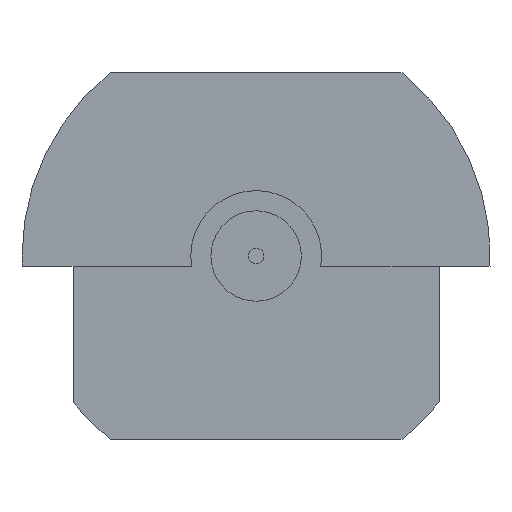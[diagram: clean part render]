
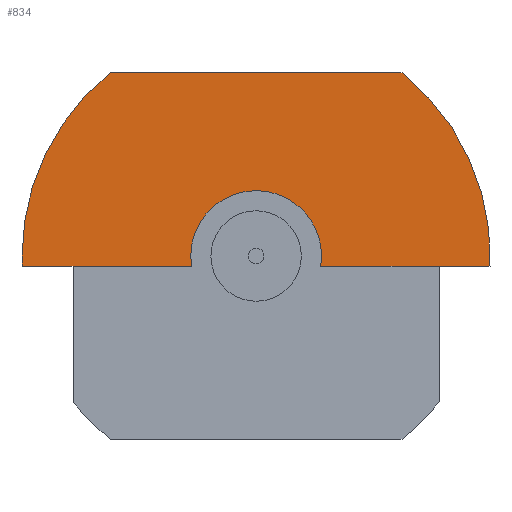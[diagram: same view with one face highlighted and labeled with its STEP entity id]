
A CAD part, front view. The second image highlights one B-rep face of the part: STEP entity #834.
In plain terms, the highlighted planar face has unit normal (0, -1, 0).
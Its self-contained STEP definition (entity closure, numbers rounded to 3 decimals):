
#725=CARTESIAN_POINT('Vertex',(1.234,-14.,-0.2)) ;
#730=CARTESIAN_POINT('Axis2P3D Location',(0.,-14.,0.)) ;
#734=CARTESIAN_POINT('Vertex',(0.599,-14.,1.097)) ;
#756=CARTESIAN_POINT('Axis2P3D Location',(0.,-14.,0.)) ;
#761=CARTESIAN_POINT('Line Origine',(-2.367,-14.,-0.2)) ;
#765=CARTESIAN_POINT('Vertex',(-1.234,-14.,-0.2)) ;
#767=CARTESIAN_POINT('Vertex',(-3.5,-14.,-0.2)) ;
#770=CARTESIAN_POINT('Axis2P3D Location',(0.,-14.,0.)) ;
#775=CARTESIAN_POINT('Line Origine',(2.367,-14.,-0.2)) ;
#779=CARTESIAN_POINT('Vertex',(3.5,-14.,-0.2)) ;
#782=CARTESIAN_POINT('Line Origine',(3.985,-14.,-0.2)) ;
#786=CARTESIAN_POINT('Vertex',(4.471,-14.,-0.2)) ;
#789=CARTESIAN_POINT('Axis2P3D Location',(0.,-14.,0.)) ;
#793=CARTESIAN_POINT('Vertex',(2.788,-14.,3.5)) ;
#796=CARTESIAN_POINT('Line Origine',(0.,-14.,3.5)) ;
#800=CARTESIAN_POINT('Vertex',(-2.788,-14.,3.5)) ;
#803=CARTESIAN_POINT('Axis2P3D Location',(0.,-14.,0.)) ;
#807=CARTESIAN_POINT('Vertex',(-4.475,-14.,0.)) ;
#810=CARTESIAN_POINT('Axis2P3D Location',(0.,-14.,0.)) ;
#814=CARTESIAN_POINT('Vertex',(-4.471,-14.,-0.2)) ;
#817=CARTESIAN_POINT('Line Origine',(-3.985,-14.,-0.2)) ;
#731=DIRECTION('Axis2P3D Direction',(0.,1.,0.)) ;
#757=DIRECTION('Axis2P3D Direction',(0.,1.,0.)) ;
#758=DIRECTION('Axis2P3D XDirection',(-1.,0.,0.)) ;
#762=DIRECTION('Vector Direction',(-1.,0.,0.)) ;
#771=DIRECTION('Axis2P3D Direction',(0.,1.,0.)) ;
#776=DIRECTION('Vector Direction',(-1.,0.,0.)) ;
#783=DIRECTION('Vector Direction',(-1.,0.,0.)) ;
#790=DIRECTION('Axis2P3D Direction',(0.,1.,0.)) ;
#797=DIRECTION('Vector Direction',(-1.,0.,0.)) ;
#804=DIRECTION('Axis2P3D Direction',(0.,1.,0.)) ;
#811=DIRECTION('Axis2P3D Direction',(0.,1.,0.)) ;
#818=DIRECTION('Vector Direction',(1.,0.,0.)) ;
#732=AXIS2_PLACEMENT_3D('Circle Axis2P3D',#730,#731,$) ;
#759=AXIS2_PLACEMENT_3D('Plane Axis2P3D',#756,#757,#758) ;
#772=AXIS2_PLACEMENT_3D('Circle Axis2P3D',#770,#771,$) ;
#791=AXIS2_PLACEMENT_3D('Circle Axis2P3D',#789,#790,$) ;
#805=AXIS2_PLACEMENT_3D('Circle Axis2P3D',#803,#804,$) ;
#812=AXIS2_PLACEMENT_3D('Circle Axis2P3D',#810,#811,$) ;
#823=ORIENTED_EDGE('',*,*,#769,.F.) ;
#824=ORIENTED_EDGE('',*,*,#774,.T.) ;
#825=ORIENTED_EDGE('',*,*,#736,.T.) ;
#826=ORIENTED_EDGE('',*,*,#781,.F.) ;
#827=ORIENTED_EDGE('',*,*,#788,.F.) ;
#828=ORIENTED_EDGE('',*,*,#795,.F.) ;
#829=ORIENTED_EDGE('',*,*,#802,.F.) ;
#830=ORIENTED_EDGE('',*,*,#809,.F.) ;
#831=ORIENTED_EDGE('',*,*,#816,.F.) ;
#832=ORIENTED_EDGE('',*,*,#821,.F.) ;
#763=VECTOR('Line Direction',#762,1.) ;
#777=VECTOR('Line Direction',#776,1.) ;
#784=VECTOR('Line Direction',#783,1.) ;
#798=VECTOR('Line Direction',#797,1.) ;
#819=VECTOR('Line Direction',#818,1.) ;
#834=ADVANCED_FACE('',(#833),#760,.F.) ;
#733=CIRCLE('generated circle',#732,1.25) ;
#773=CIRCLE('generated circle',#772,1.25) ;
#792=CIRCLE('generated circle',#791,4.475) ;
#806=CIRCLE('generated circle',#805,4.475) ;
#813=CIRCLE('generated circle',#812,4.475) ;
#736=EDGE_CURVE('',#735,#726,#733,.T.) ;
#769=EDGE_CURVE('',#766,#768,#764,.T.) ;
#774=EDGE_CURVE('',#766,#735,#773,.T.) ;
#781=EDGE_CURVE('',#780,#726,#778,.T.) ;
#788=EDGE_CURVE('',#787,#780,#785,.T.) ;
#795=EDGE_CURVE('',#794,#787,#792,.T.) ;
#802=EDGE_CURVE('',#801,#794,#799,.F.) ;
#809=EDGE_CURVE('',#808,#801,#806,.T.) ;
#816=EDGE_CURVE('',#815,#808,#813,.T.) ;
#821=EDGE_CURVE('',#768,#815,#820,.F.) ;
#822=EDGE_LOOP('',(#823,#824,#825,#826,#827,#828,#829,#830,#831,#832)) ;
#833=FACE_OUTER_BOUND('',#822,.T.) ;
#764=LINE('Line',#761,#763) ;
#778=LINE('Line',#775,#777) ;
#785=LINE('Line',#782,#784) ;
#799=LINE('Line',#796,#798) ;
#820=LINE('Line',#817,#819) ;
#760=PLANE('Plane',#759) ;
#726=VERTEX_POINT('',#725) ;
#735=VERTEX_POINT('',#734) ;
#766=VERTEX_POINT('',#765) ;
#768=VERTEX_POINT('',#767) ;
#780=VERTEX_POINT('',#779) ;
#787=VERTEX_POINT('',#786) ;
#794=VERTEX_POINT('',#793) ;
#801=VERTEX_POINT('',#800) ;
#808=VERTEX_POINT('',#807) ;
#815=VERTEX_POINT('',#814) ;
